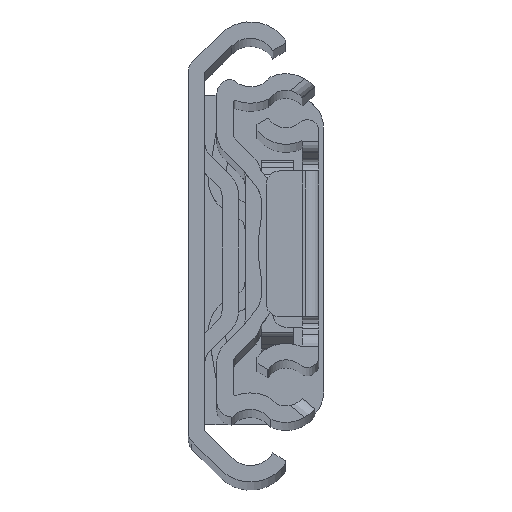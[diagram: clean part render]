
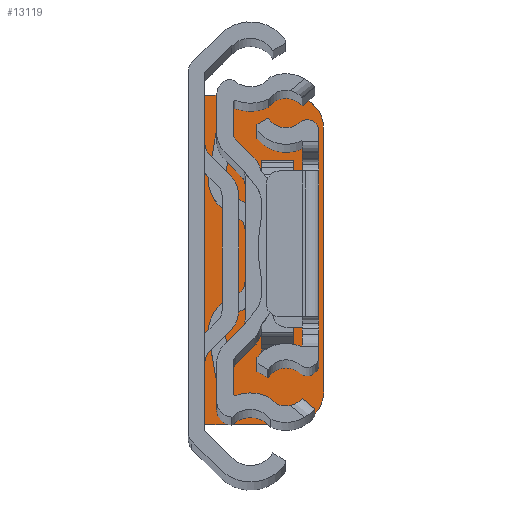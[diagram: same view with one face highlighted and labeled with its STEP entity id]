
A CAD part, top view. The second image highlights one B-rep face of the part: STEP entity #13119.
In plain terms, the highlighted planar face has unit normal (0, 0, 1).
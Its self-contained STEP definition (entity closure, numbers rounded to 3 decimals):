
#833 = CARTESIAN_POINT ( 'NONE',  ( 13., -20., -708.7 ) ) ;
#1015 = CARTESIAN_POINT ( 'NONE',  ( 0., 25., -708.7 ) ) ;
#1078 = ORIENTED_EDGE ( 'NONE', *, *, #11778, .F. ) ;
#1137 = EDGE_CURVE ( 'NONE', #14421, #3115, #1746, .T. ) ;
#1468 = CIRCLE ( 'NONE', #8620, 5. ) ;
#1746 = CIRCLE ( 'NONE', #8389, 5. ) ;
#1791 = DIRECTION ( 'NONE',  ( -1., 0., 0. ) ) ;
#2132 = CARTESIAN_POINT ( 'NONE',  ( 13., -25., -708.7 ) ) ;
#2383 = CARTESIAN_POINT ( 'NONE',  ( 13., 20., -708.7 ) ) ;
#3115 = VERTEX_POINT ( 'NONE', #13505 ) ;
#3264 = LINE ( 'NONE', #6901, #12937 ) ;
#3287 = EDGE_LOOP ( 'NONE', ( #1078, #7879, #11615, #12058, #4268, #13015 ) ) ;
#4268 = ORIENTED_EDGE ( 'NONE', *, *, #8096, .T. ) ;
#4358 = CARTESIAN_POINT ( 'NONE',  ( 0., 25., -708.7 ) ) ;
#4408 = EDGE_CURVE ( 'NONE', #8578, #14212, #9894, .T. ) ;
#4511 = DIRECTION ( 'NONE',  ( 0., -1., 0. ) ) ;
#5149 = CARTESIAN_POINT ( 'NONE',  ( 18., 25., -708.7 ) ) ;
#5280 = DIRECTION ( 'NONE',  ( 0., -1., 0. ) ) ;
#5293 = PLANE ( 'NONE',  #14583 ) ;
#5805 = CARTESIAN_POINT ( 'NONE',  ( 18., -25., -708.7 ) ) ;
#6109 = LINE ( 'NONE', #5805, #11989 ) ;
#6157 = CARTESIAN_POINT ( 'NONE',  ( 0., -25., -708.7 ) ) ;
#6901 = CARTESIAN_POINT ( 'NONE',  ( 18., 25., -708.7 ) ) ;
#7074 = DIRECTION ( 'NONE',  ( -1., 0., 0. ) ) ;
#7480 = VECTOR ( 'NONE', #5280, 1000. ) ;
#7596 = DIRECTION ( 'NONE',  ( 0., 0., -1. ) ) ;
#7879 = ORIENTED_EDGE ( 'NONE', *, *, #1137, .T. ) ;
#8042 = DIRECTION ( 'NONE',  ( 0., 0., 1. ) ) ;
#8096 = EDGE_CURVE ( 'NONE', #9769, #8578, #3264, .T. ) ;
#8389 = AXIS2_PLACEMENT_3D ( 'NONE', #833, #8429, #8513 ) ;
#8429 = DIRECTION ( 'NONE',  ( 0., 0., 1. ) ) ;
#8488 = EDGE_CURVE ( 'NONE', #11860, #3115, #14621, .T. ) ;
#8492 = CARTESIAN_POINT ( 'NONE',  ( 18., 20., -708.7 ) ) ;
#8513 = DIRECTION ( 'NONE',  ( -1., 0., 0. ) ) ;
#8578 = VERTEX_POINT ( 'NONE', #4358 ) ;
#8620 = AXIS2_PLACEMENT_3D ( 'NONE', #2383, #8042, #7074 ) ;
#8923 = VECTOR ( 'NONE', #4511, 1000. ) ;
#9690 = FACE_OUTER_BOUND ( 'NONE', #3287, .T. ) ;
#9769 = VERTEX_POINT ( 'NONE', #10018 ) ;
#9894 = LINE ( 'NONE', #1015, #7480 ) ;
#10018 = CARTESIAN_POINT ( 'NONE',  ( 13., 25., -708.7 ) ) ;
#10356 = DIRECTION ( 'NONE',  ( -1., 0., 0. ) ) ;
#10409 = EDGE_CURVE ( 'NONE', #11860, #9769, #1468, .T. ) ;
#11615 = ORIENTED_EDGE ( 'NONE', *, *, #8488, .F. ) ;
#11778 = EDGE_CURVE ( 'NONE', #14421, #14212, #6109, .T. ) ;
#11860 = VERTEX_POINT ( 'NONE', #8492 ) ;
#11989 = VECTOR ( 'NONE', #10356, 1000. ) ;
#12058 = ORIENTED_EDGE ( 'NONE', *, *, #10409, .T. ) ;
#12937 = VECTOR ( 'NONE', #13738, 1000. ) ;
#13015 = ORIENTED_EDGE ( 'NONE', *, *, #4408, .T. ) ;
#13119 = ADVANCED_FACE ( 'NONE', ( #9690 ), #5293, .F. ) ;
#13505 = CARTESIAN_POINT ( 'NONE',  ( 18., -20., -708.7 ) ) ;
#13578 = CARTESIAN_POINT ( 'NONE',  ( 18., 25., -708.7 ) ) ;
#13738 = DIRECTION ( 'NONE',  ( -1., 0., 0. ) ) ;
#14212 = VERTEX_POINT ( 'NONE', #6157 ) ;
#14421 = VERTEX_POINT ( 'NONE', #2132 ) ;
#14583 = AXIS2_PLACEMENT_3D ( 'NONE', #5149, #7596, #1791 ) ;
#14621 = LINE ( 'NONE', #13578, #8923 ) ;
